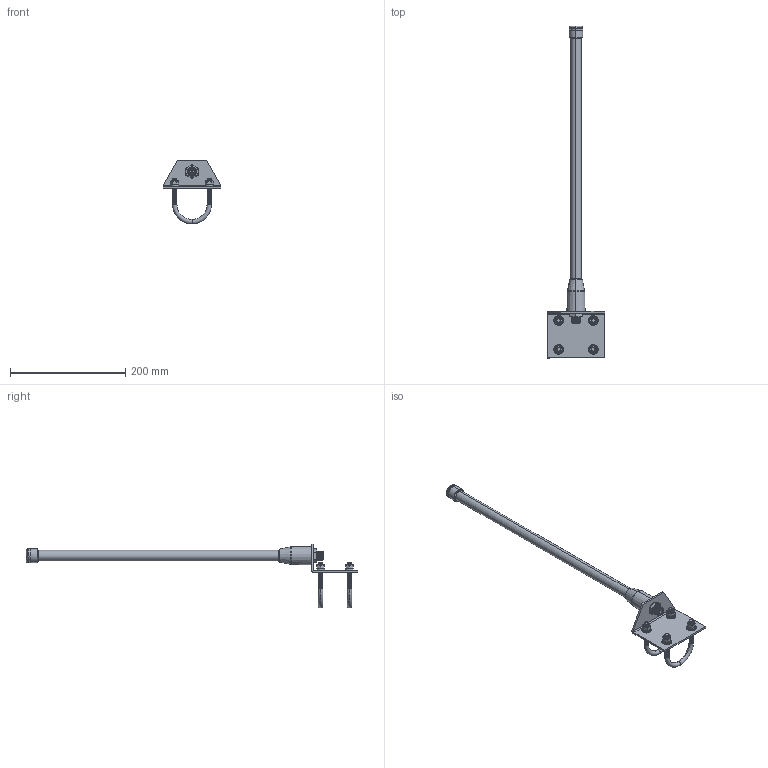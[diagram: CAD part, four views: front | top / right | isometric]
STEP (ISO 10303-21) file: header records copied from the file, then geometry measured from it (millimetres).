
FILE_DESCRIPTION (( 'STEP AP214' ), '1' );
FILE_NAME ('HGV-2409U.STEP', '2012-11-08T21:15:51', ( 'x' ), ( '' ), 'SwSTEP 2.0', 'SolidWorks 2012', '' );
FILE_SCHEMA (( 'AUTOMOTIVE_DESIGN' ));
Length unit declared in the file: inch
Products named in the file (4): HGV-2409U_U-Bolt; HGV-2409U_Mount Bracket; HGV-2409U_ANTENNA; HGV-2409U
Assembly tree (4 placements, depth 2):
  HGV-2409U
    HGV-2409U_ANTENNA
    HGV-2409U_Mount Bracket
    HGV-2409U_U-Bolt  x2
Bounding box: 100.33 x 576.2 x 111.08 mm (x, y, z)
Volume: 216251.9 mm3; surface area: 76167.9 mm2
Topology: 5 solids, 9 shells, 1209 faces, 2496 edges, 1335 vertices
Faces by surface type: cone 924, plane 125, cylinder 94, torus 66
Entity records: 28539 total; most frequent: DIRECTION 3746, CARTESIAN_POINT 3731, ORIENTED_EDGE 3096, EDGE_CURVE 1548, AXIS2_PLACEMENT_3D 1500, VERTEX_POINT 845, EDGE_LOOP 777, CIRCLE 754
